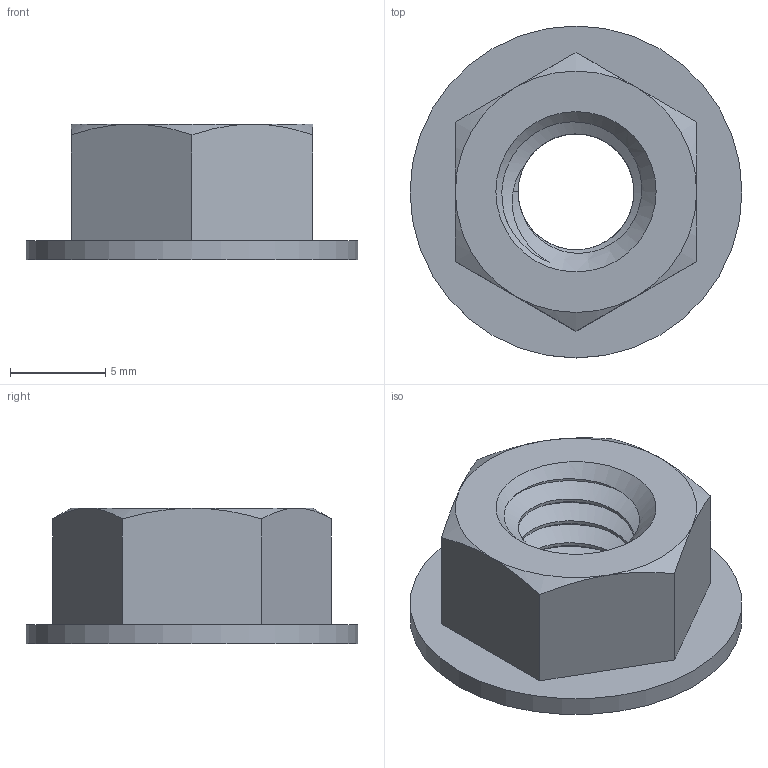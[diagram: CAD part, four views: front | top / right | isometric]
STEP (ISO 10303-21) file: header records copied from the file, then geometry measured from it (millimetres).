
FILE_DESCRIPTION(/* description */ (''),/* implementation_level */ '2;1');
FILE_NAME(/* name */ 'FLANGE NUT - 5_16-18_.stp',/* time_stamp */ '2023-04-23T11:42:02-04:00',/* author */ ('jjdbr'),/* organization */ (''),/* preprocessor_version */ 'ST-DEVELOPER v19',/* originating_system */ 'Autodesk Inventor 2023',/* authorisation */ '');
FILE_SCHEMA (('AUTOMOTIVE_DESIGN { 1 0 10303 214 3 1 1 }'));
Length unit declared in the file: millimetre
Products named in the file (1): FLANGE NUT - 5/16-18"
Bounding box: 17.46 x 17.46 x 7.14 mm (x, y, z)
Volume: 805.3 mm3; surface area: 956.6 mm2
Topology: 1 solids, 1 shells, 33 faces, 83 edges, 53 vertices
Faces by surface type: cylinder 12, cone 10, plane 9, bspline 2
Full cylindrical faces by diameter (mm): 6.092 x3, 7.925 x4, 17.462 x1
Entity records: 1996 total; most frequent: CARTESIAN_POINT 1238, ORIENTED_EDGE 166, DIRECTION 120, EDGE_CURVE 83, VERTEX_POINT 53, AXIS2_PLACEMENT_3D 47, EDGE_LOOP 36, FACE_OUTER_BOUND 33
